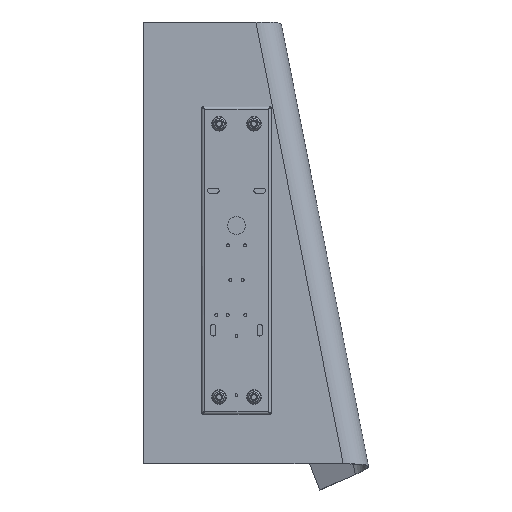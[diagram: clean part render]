
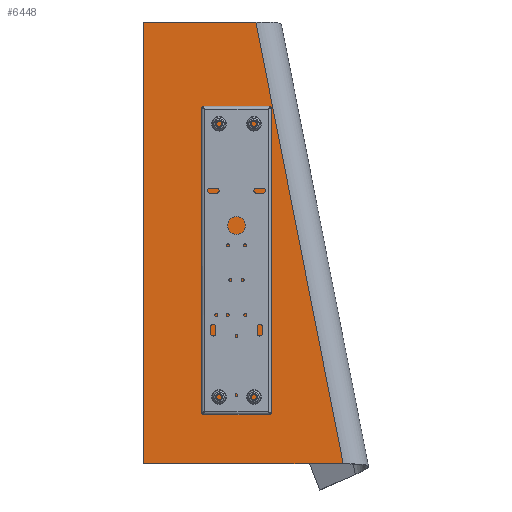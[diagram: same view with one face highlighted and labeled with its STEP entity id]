
A CAD part, left-side view. The second image highlights one B-rep face of the part: STEP entity #6448.
In plain terms, the highlighted planar face has unit normal (-1, 0, 0).
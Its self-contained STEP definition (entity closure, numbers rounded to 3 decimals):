
#144 = CARTESIAN_POINT ( 'NONE',  ( 0., -129.203, 25.501 ) ) ;
#307 = CIRCLE ( 'NONE', #16881, 19. ) ;
#617 = CARTESIAN_POINT ( 'NONE',  ( 0., -80., 85. ) ) ;
#795 = DIRECTION ( 'NONE',  ( 0., -1., 0. ) ) ;
#881 = ORIENTED_EDGE ( 'NONE', *, *, #2725, .F. ) ;
#1563 = CARTESIAN_POINT ( 'NONE',  ( 0., -80., 104. ) ) ;
#1688 = VERTEX_POINT ( 'NONE', #1563 ) ;
#2418 = DIRECTION ( 'NONE',  ( 0., 0., 1. ) ) ;
#2725 = EDGE_CURVE ( 'NONE', #21678, #17432, #6606, .T. ) ;
#4060 = EDGE_LOOP ( 'NONE', ( #9344, #881, #15758, #16886 ) ) ;
#5032 = EDGE_CURVE ( 'NONE', #5921, #1688, #307, .T. ) ;
#5044 = AXIS2_PLACEMENT_3D ( 'NONE', #10368, #22930, #12162 ) ;
#5585 = CARTESIAN_POINT ( 'NONE',  ( 0., 0., 190. ) ) ;
#5921 = VERTEX_POINT ( 'NONE', #10950 ) ;
#6448 = ADVANCED_FACE ( 'NONE', ( #18802, #9806 ), #15423, .F. ) ;
#6530 = EDGE_CURVE ( 'NONE', #16008, #21678, #7547, .T. ) ;
#6606 = LINE ( 'NONE', #22314, #16122 ) ;
#6722 = DIRECTION ( 'NONE',  ( 0., 1., 0. ) ) ;
#7273 = VECTOR ( 'NONE', #6722, 1000. ) ;
#7547 = LINE ( 'NONE', #13914, #11191 ) ;
#7559 = EDGE_CURVE ( 'NONE', #17432, #13219, #15839, .T. ) ;
#8306 = CARTESIAN_POINT ( 'NONE',  ( 0., 0., 0. ) ) ;
#9344 = ORIENTED_EDGE ( 'NONE', *, *, #7559, .F. ) ;
#9806 = FACE_OUTER_BOUND ( 'NONE', #4060, .T. ) ;
#10108 = DIRECTION ( 'NONE',  ( 0., 0., -1. ) ) ;
#10260 = CARTESIAN_POINT ( 'NONE',  ( 0., -96.736, 190. ) ) ;
#10368 = CARTESIAN_POINT ( 'NONE',  ( 0., -80., 85. ) ) ;
#10919 = DIRECTION ( 'NONE',  ( 0., -0.194, -0.981 ) ) ;
#10924 = AXIS2_PLACEMENT_3D ( 'NONE', #8306, #20858, #10108 ) ;
#10950 = CARTESIAN_POINT ( 'NONE',  ( 0., -80., 66. ) ) ;
#11191 = VECTOR ( 'NONE', #21173, 1000. ) ;
#11372 = EDGE_LOOP ( 'NONE', ( #16031, #22523 ) ) ;
#11645 = VECTOR ( 'NONE', #10919, 1000. ) ;
#11919 = EDGE_CURVE ( 'NONE', #13219, #16008, #16793, .T. ) ;
#12162 = DIRECTION ( 'NONE',  ( 0., 0., 1. ) ) ;
#13175 = DIRECTION ( 'NONE',  ( -1., 0., 0. ) ) ;
#13219 = VERTEX_POINT ( 'NONE', #14938 ) ;
#13914 = CARTESIAN_POINT ( 'NONE',  ( 0., 0., 190. ) ) ;
#14938 = CARTESIAN_POINT ( 'NONE',  ( 0., -171.736, -190. ) ) ;
#15423 = PLANE ( 'NONE',  #10924 ) ;
#15560 = CARTESIAN_POINT ( 'NONE',  ( 0., 0., -190. ) ) ;
#15758 = ORIENTED_EDGE ( 'NONE', *, *, #6530, .F. ) ;
#15839 = LINE ( 'NONE', #144, #11645 ) ;
#16008 = VERTEX_POINT ( 'NONE', #17308 ) ;
#16031 = ORIENTED_EDGE ( 'NONE', *, *, #22014, .F. ) ;
#16122 = VECTOR ( 'NONE', #795, 1000. ) ;
#16793 = LINE ( 'NONE', #15560, #7273 ) ;
#16881 = AXIS2_PLACEMENT_3D ( 'NONE', #617, #13175, #2418 ) ;
#16886 = ORIENTED_EDGE ( 'NONE', *, *, #11919, .F. ) ;
#17308 = CARTESIAN_POINT ( 'NONE',  ( 0., 0., -190. ) ) ;
#17432 = VERTEX_POINT ( 'NONE', #10260 ) ;
#18802 = FACE_BOUND ( 'NONE', #11372, .T. ) ;
#19565 = CIRCLE ( 'NONE', #5044, 19. ) ;
#20858 = DIRECTION ( 'NONE',  ( 1., 0., 0. ) ) ;
#21173 = DIRECTION ( 'NONE',  ( 0., 0., 1. ) ) ;
#21678 = VERTEX_POINT ( 'NONE', #5585 ) ;
#22014 = EDGE_CURVE ( 'NONE', #1688, #5921, #19565, .T. ) ;
#22314 = CARTESIAN_POINT ( 'NONE',  ( 0., 0., 190. ) ) ;
#22523 = ORIENTED_EDGE ( 'NONE', *, *, #5032, .F. ) ;
#22930 = DIRECTION ( 'NONE',  ( -1., 0., 0. ) ) ;
